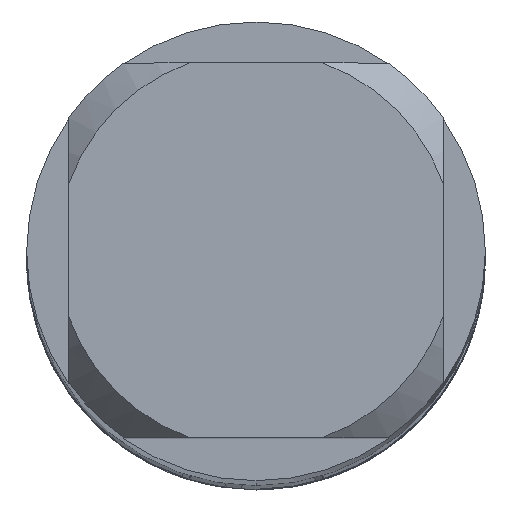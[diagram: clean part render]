
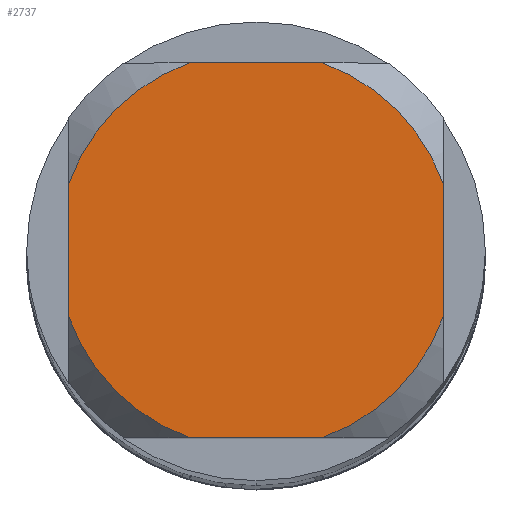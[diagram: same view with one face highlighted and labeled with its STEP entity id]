
A CAD part, top view. The second image highlights one B-rep face of the part: STEP entity #2737.
In plain terms, the highlighted planar face has unit normal (0, 0, 1).
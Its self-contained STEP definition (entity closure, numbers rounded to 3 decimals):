
#1275=VERTEX_POINT('',#3654);
#1333=EDGE_CURVE('',#3339,#2441,#3713,.T.);
#1469=VERTEX_POINT('',#3863);
#1721=EDGE_CURVE('',#3079,#1275,#4144,.T.);
#1745=VERTEX_POINT('',#4168);
#1897=EDGE_CURVE('',#2469,#1469,#4334,.T.);
#2239=EDGE_CURVE('',#3401,#1745,#4703,.T.);
#2259=EDGE_CURVE('',#3401,#2441,#4725,.T.);
#2271=EDGE_CURVE('',#3079,#1469,#4738,.T.);
#2441=VERTEX_POINT('',#4926);
#2469=VERTEX_POINT('',#4957);
#2737=ADVANCED_FACE('',(#5256),#5257,.T.);
#2847=EDGE_CURVE('',#3339,#1275,#5376,.T.);
#2901=EDGE_CURVE('',#2469,#1745,#5433,.T.);
#3079=VERTEX_POINT('',#5624);
#3339=VERTEX_POINT('',#5903);
#3401=VERTEX_POINT('',#5971);
#3654=CARTESIAN_POINT('',(-2.45,-0.87,0.0));
#3713=CIRCLE('',#6656,2.6);
#3863=CARTESIAN_POINT('',(0.87,-2.45,0.0));
#4144=CIRCLE('',#8146,2.6);
#4168=CARTESIAN_POINT('',(2.45,0.87,0.0));
#4334=CIRCLE('',#8639,2.6);
#4703=CIRCLE('',#9633,2.6);
#4725=LINE('',#9684,#9685);
#4738=LINE('',#9710,#9711);
#4926=CARTESIAN_POINT('',(-0.87,2.45,0.0));
#4957=CARTESIAN_POINT('',(2.45,-0.87,0.0));
#5256=FACE_OUTER_BOUND('',#11228,.T.);
#5257=PLANE('',#11229);
#5376=LINE('',#11522,#11523);
#5433=LINE('',#11688,#11689);
#5624=CARTESIAN_POINT('',(-0.87,-2.45,0.0));
#5903=CARTESIAN_POINT('',(-2.45,0.87,0.0));
#5971=CARTESIAN_POINT('',(0.87,2.45,0.0));
#6656=AXIS2_PLACEMENT_3D('',#13645,#13646,#13647);
#8146=AXIS2_PLACEMENT_3D('',#14221,#14222,#14223);
#8639=AXIS2_PLACEMENT_3D('',#14390,#14391,#14392);
#9633=AXIS2_PLACEMENT_3D('',#14754,#14755,#14756);
#9684=CARTESIAN_POINT('',(0.0,2.45,0.0));
#9685=VECTOR('',#14785,1.0);
#9710=CARTESIAN_POINT('',(0.0,-2.45,0.0));
#9711=VECTOR('',#14798,1.0);
#11228=EDGE_LOOP('',(#15468,#15469,#15470,#15471,#15472,#15473,#15474,#15475));
#11229=AXIS2_PLACEMENT_3D('',#15476,#15477,#15478);
#11522=CARTESIAN_POINT('',(-2.45,0.65,0.0));
#11523=VECTOR('',#15587,1.0);
#11688=CARTESIAN_POINT('',(2.45,0.65,0.0));
#11689=VECTOR('',#15634,1.0);
#13645=CARTESIAN_POINT('',(0.0,0.0,0.0));
#13646=DIRECTION('',(0.0,0.0,-1.0));
#13647=DIRECTION('',(0.0,1.0,0.0));
#14221=CARTESIAN_POINT('',(0.0,0.0,0.0));
#14222=DIRECTION('',(0.0,0.0,-1.0));
#14223=DIRECTION('',(0.0,1.0,0.0));
#14390=CARTESIAN_POINT('',(0.0,0.0,0.0));
#14391=DIRECTION('',(0.0,0.0,-1.0));
#14392=DIRECTION('',(0.0,1.0,0.0));
#14754=CARTESIAN_POINT('',(0.0,0.0,0.0));
#14755=DIRECTION('',(0.0,0.0,-1.0));
#14756=DIRECTION('',(0.0,1.0,0.0));
#14785=DIRECTION('',(-1.0,0.0,0.0));
#14798=DIRECTION('',(1.0,0.0,0.0));
#15468=ORIENTED_EDGE('',*,*,#2847,.T.);
#15469=ORIENTED_EDGE('',*,*,#1721,.F.);
#15470=ORIENTED_EDGE('',*,*,#2271,.T.);
#15471=ORIENTED_EDGE('',*,*,#1897,.F.);
#15472=ORIENTED_EDGE('',*,*,#2901,.T.);
#15473=ORIENTED_EDGE('',*,*,#2239,.F.);
#15474=ORIENTED_EDGE('',*,*,#2259,.T.);
#15475=ORIENTED_EDGE('',*,*,#1333,.F.);
#15476=CARTESIAN_POINT('',(0.0,1.3,0.0));
#15477=DIRECTION('',(-0.0,0.0,1.0));
#15478=DIRECTION('',(0.0,-1.0,0.0));
#15587=DIRECTION('',(-0.0,-1.0,0.0));
#15634=DIRECTION('',(-0.0,1.0,0.0));
